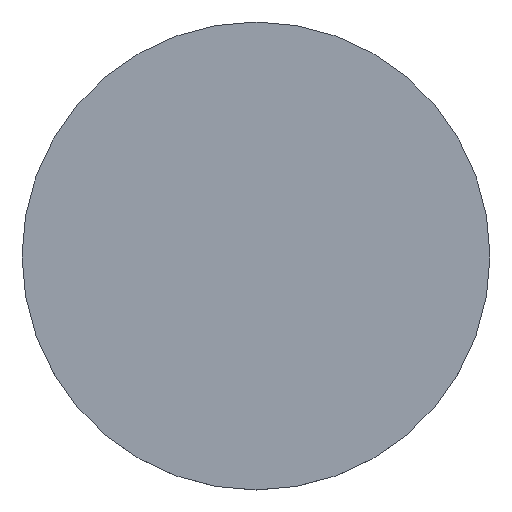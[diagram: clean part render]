
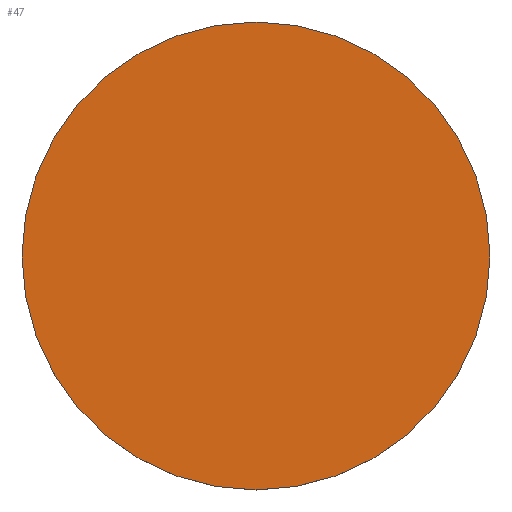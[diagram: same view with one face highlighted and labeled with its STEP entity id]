
A CAD part, top view. The second image highlights one B-rep face of the part: STEP entity #47.
In plain terms, the highlighted planar face has unit normal (0, 0, 1).
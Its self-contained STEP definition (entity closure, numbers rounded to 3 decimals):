
#47=ADVANCED_FACE('Unnamed[1]',(#104),#105,.T.);
#64=EDGE_CURVE('Unnamed[1]',#130,#130,#131,.T.);
#104=FACE_OUTER_BOUND('',#168,.T.);
#105=PLANE('',#169);
#130=VERTEX_POINT('',#201);
#131=CIRCLE('',#202,17.65);
#168=EDGE_LOOP('',(#233));
#169=AXIS2_PLACEMENT_3D('',#234,#235,#236);
#201=CARTESIAN_POINT('',(0.,17.65,26.7));
#202=AXIS2_PLACEMENT_3D('',#263,#264,#265);
#233=ORIENTED_EDGE('',*,*,#64,.F.);
#234=CARTESIAN_POINT('',(0.,8.825,26.7));
#235=DIRECTION('',(0.,0.,1.0));
#236=DIRECTION('',(0.,-1.0,0.));
#263=CARTESIAN_POINT('',(0.,0.,26.7));
#264=DIRECTION('',(0.,0.,-1.0));
#265=DIRECTION('',(0.,1.0,0.));
